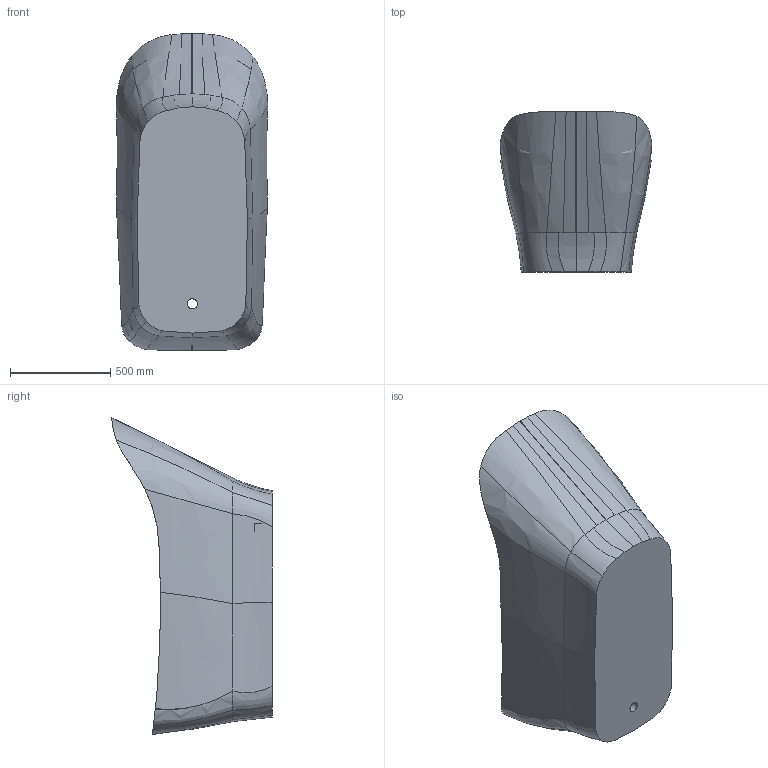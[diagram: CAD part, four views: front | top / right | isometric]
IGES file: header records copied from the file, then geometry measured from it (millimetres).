
Global section: file name: AJB-D-571-F_1_1; native system: AutoCAD 2016 - English; preprocessor: Autodesk Translation Framework DWG producer (atf_dwg_producer); organization: unknown; date: 20170222.161229; units: millimetre
Bounding box: 757.08 x 799.91 x 1582.43 mm (x, y, z)
Volume: 142524714.5 mm3; surface area: 6454809.5 mm2
Topology: 2 solids, 2 shells, 130 faces, 351 edges, 224 vertices
Faces by surface type: bspline 130
